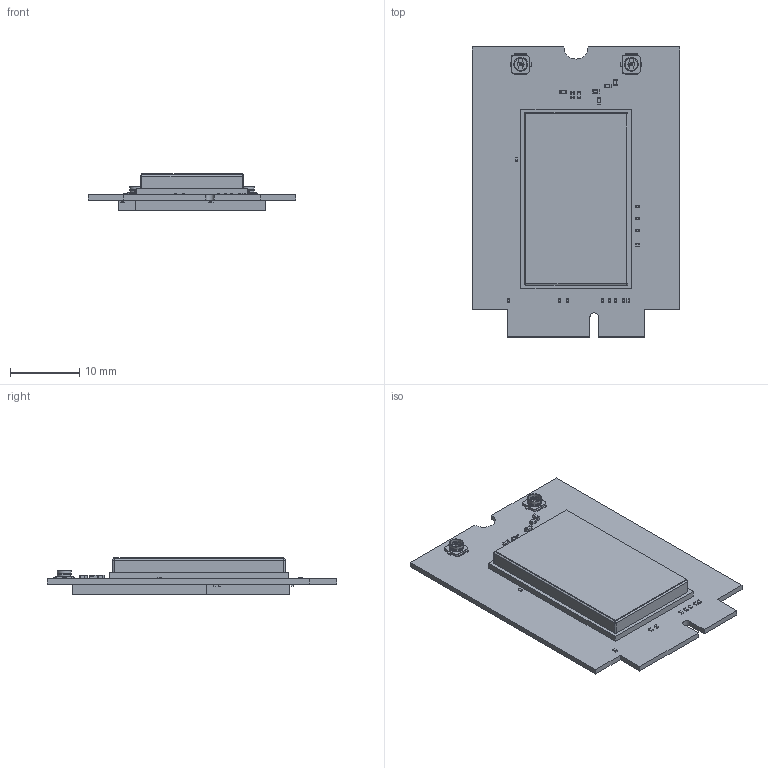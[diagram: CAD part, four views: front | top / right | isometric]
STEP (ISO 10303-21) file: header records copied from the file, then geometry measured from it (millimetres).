
FILE_DESCRIPTION(/* description */ (''),/* implementation_level */ '2;1');
FILE_NAME(/* name */ 'B402.step',/* time_stamp */ '2020-05-14T09:58:02-07:00',/* author */ (''),/* organization */ (''),/* preprocessor_version */ 'ST-DEVELOPER v18.1',/* originating_system */ 'Autodesk Translation Framework v9.3.0.1241',/* authorisation */ '');
FILE_SCHEMA (('AUTOMOTIVE_DESIGN { 1 0 10303 214 3 1 1 }'));
Length unit declared in the file: millimetre
Products named in the file (21): B402; PCB Component; Board; 33pF; 1uF; 0.1uF; LQG15HS68NJ02; 10uH; 47pF; BLM18EG221; U-BLOX-SARA-R4; Sara; Sara Product Label; IPEX-20279-001E; 32.768kHz; IPEX-20279-001E_1; 10K; DNP; 0R; 10K_1; PESD0402MP
Assembly tree (81 placements, depth 4):
  B402
    PCB Component
      Board
      33pF  x8
      1uF  x4
      0.1uF
      LQG15HS68NJ02  x7
      10uH
      47pF  x35
      BLM18EG221
      U-BLOX-SARA-R4
        Sara
        Sara Product Label
      IPEX-20279-001E
      32.768kHz
      IPEX-20279-001E_1
      10K
      DNP
      0R  x12
      10K_1
      PESD0402MP
Bounding box: 30 x 42 x 5.26 mm (x, y, z)
Volume: 3045.9 mm3; surface area: 6158.6 mm2
Topology: 88 solids, 88 shells, 3877 faces, 8554 edges, 5666 vertices
Faces by surface type: plane 2403, cylinder 1456, torus 8, cone 6, sphere 4
Full cylindrical faces by diameter (mm): 0.12 x30, 0.2 x546, 0.203 x2, 0.279 x10, 0.3 x16, 0.45 x2, 1.8 x2, 1.95 x2, 2 x4
Entity records: 58985 total; most frequent: DIRECTION 10346, CARTESIAN_POINT 9277, ORIENTED_EDGE 8404, EDGE_CURVE 4202, AXIS2_PLACEMENT_3D 3851, EDGE_LOOP 2908, VERTEX_POINT 2782, LINE 2644
